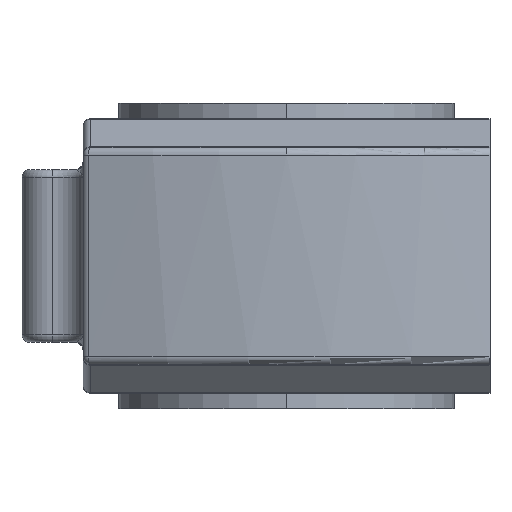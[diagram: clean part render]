
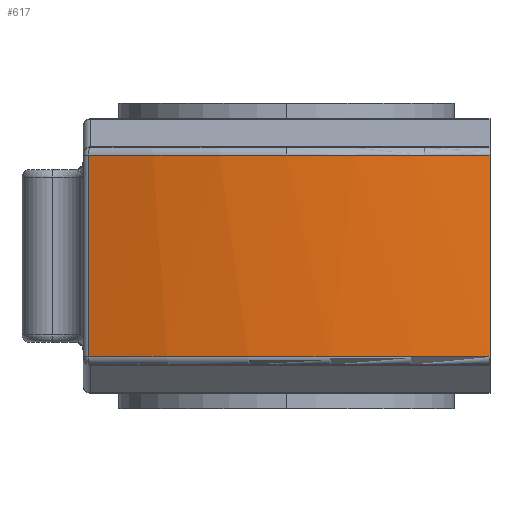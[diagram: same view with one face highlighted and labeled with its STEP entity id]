
A CAD part, left-side view. The second image highlights one B-rep face of the part: STEP entity #617.
In plain terms, the highlighted cylindrical face has radius 120 mm (diameter 240 mm), a partial arc.
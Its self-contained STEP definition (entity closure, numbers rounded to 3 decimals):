
#103 = AXIS2_PLACEMENT_3D ( 'NONE', #1343, #1220, #2200 ) ;
#132 = DIRECTION ( 'NONE',  ( 0., 0., -1. ) ) ;
#144 = DIRECTION ( 'NONE',  ( -1., 0., 0. ) ) ;
#232 = VERTEX_POINT ( 'NONE', #1886 ) ;
#318 = CARTESIAN_POINT ( 'NONE',  ( -221.564, 73.119, 19.852 ) ) ;
#366 = ORIENTED_EDGE ( 'NONE', *, *, #2123, .T. ) ;
#459 = DIRECTION ( 'NONE',  ( 0., 0., -1. ) ) ;
#512 = VECTOR ( 'NONE', #2179, 1000. ) ;
#536 = EDGE_CURVE ( 'NONE', #1381, #232, #1993, .T. ) ;
#617 = ADVANCED_FACE ( 'NONE', ( #1182 ), #1023, .T. ) ;
#643 = LINE ( 'NONE', #1840, #512 ) ;
#660 = CARTESIAN_POINT ( 'NONE',  ( -335.054, 112.106, 19.852 ) ) ;
#782 = DIRECTION ( 'NONE',  ( 0., 0., 1. ) ) ;
#783 = DIRECTION ( 'NONE',  ( 0., 0., -1. ) ) ;
#819 = CARTESIAN_POINT ( 'NONE',  ( -335.054, 112.106, -19.852 ) ) ;
#918 = LINE ( 'NONE', #2124, #1609 ) ;
#964 = AXIS2_PLACEMENT_3D ( 'NONE', #1626, #782, #1455 ) ;
#1023 = CYLINDRICAL_SURFACE ( 'NONE', #103, 120. ) ;
#1096 = ORIENTED_EDGE ( 'NONE', *, *, #536, .T. ) ;
#1119 = CIRCLE ( 'NONE', #1869, 120. ) ;
#1179 = VERTEX_POINT ( 'NONE', #2086 ) ;
#1182 = FACE_OUTER_BOUND ( 'NONE', #1528, .T. ) ;
#1216 = AXIS2_PLACEMENT_3D ( 'NONE', #1674, #459, #144 ) ;
#1220 = DIRECTION ( 'NONE',  ( 0., 0., 1. ) ) ;
#1253 = CARTESIAN_POINT ( 'NONE',  ( -341.564, 73.119, 19.852 ) ) ;
#1284 = DIRECTION ( 'NONE',  ( -1., 0., 0. ) ) ;
#1315 = ORIENTED_EDGE ( 'NONE', *, *, #1392, .T. ) ;
#1343 = CARTESIAN_POINT ( 'NONE',  ( -221.564, 73.119, -30. ) ) ;
#1381 = VERTEX_POINT ( 'NONE', #819 ) ;
#1392 = EDGE_CURVE ( 'NONE', #1179, #2097, #1513, .T. ) ;
#1405 = EDGE_CURVE ( 'NONE', #2097, #1704, #1119, .T. ) ;
#1455 = DIRECTION ( 'NONE',  ( 1., 0., 0. ) ) ;
#1513 = CIRCLE ( 'NONE', #1216, 120. ) ;
#1528 = EDGE_LOOP ( 'NONE', ( #366, #1096, #1862, #1315, #1777 ) ) ;
#1609 = VECTOR ( 'NONE', #783, 1000. ) ;
#1626 = CARTESIAN_POINT ( 'NONE',  ( -221.564, 73.119, -19.852 ) ) ;
#1674 = CARTESIAN_POINT ( 'NONE',  ( -221.564, 73.119, 19.852 ) ) ;
#1704 = VERTEX_POINT ( 'NONE', #660 ) ;
#1777 = ORIENTED_EDGE ( 'NONE', *, *, #1405, .T. ) ;
#1840 = CARTESIAN_POINT ( 'NONE',  ( -334.701, 33.119, -30. ) ) ;
#1862 = ORIENTED_EDGE ( 'NONE', *, *, #2181, .T. ) ;
#1869 = AXIS2_PLACEMENT_3D ( 'NONE', #318, #132, #1284 ) ;
#1886 = CARTESIAN_POINT ( 'NONE',  ( -334.701, 33.119, -19.852 ) ) ;
#1993 = CIRCLE ( 'NONE', #964, 120. ) ;
#2086 = CARTESIAN_POINT ( 'NONE',  ( -334.701, 33.119, 19.852 ) ) ;
#2097 = VERTEX_POINT ( 'NONE', #1253 ) ;
#2123 = EDGE_CURVE ( 'NONE', #1704, #1381, #918, .T. ) ;
#2124 = CARTESIAN_POINT ( 'NONE',  ( -335.054, 112.106, -30. ) ) ;
#2179 = DIRECTION ( 'NONE',  ( 0., 0., 1. ) ) ;
#2181 = EDGE_CURVE ( 'NONE', #232, #1179, #643, .T. ) ;
#2200 = DIRECTION ( 'NONE',  ( 1., 0., 0. ) ) ;
